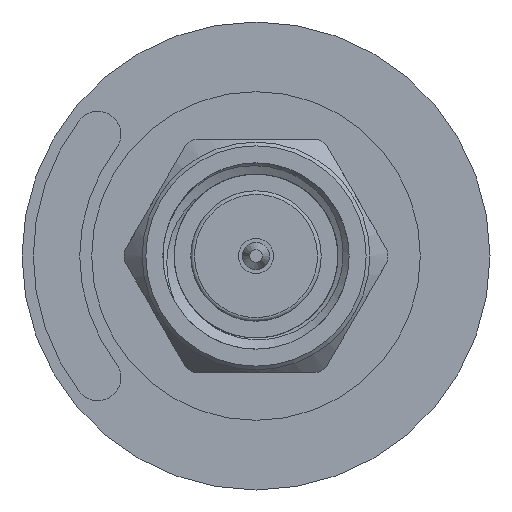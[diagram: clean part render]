
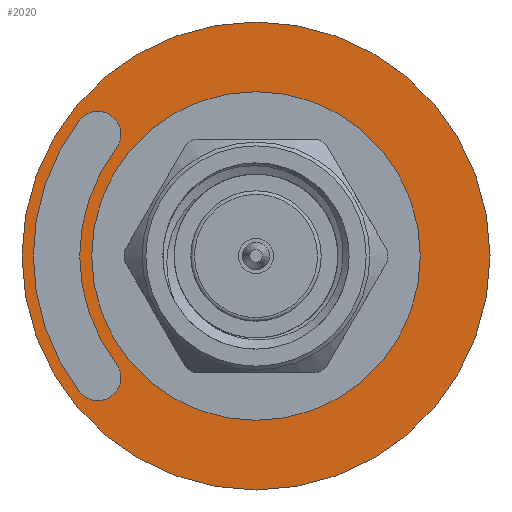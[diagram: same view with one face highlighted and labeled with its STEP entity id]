
A CAD part, left-side view. The second image highlights one B-rep face of the part: STEP entity #2020.
In plain terms, the highlighted planar face has unit normal (-1, 0, 0).
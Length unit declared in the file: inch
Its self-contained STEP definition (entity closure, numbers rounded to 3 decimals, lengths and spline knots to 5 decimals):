
#236 = VERTEX_POINT ( 'NONE', #3358 ) ;
#237 = EDGE_CURVE ( 'NONE', #236, #321, #968, .T. ) ;
#321 = VERTEX_POINT ( 'NONE', #2895 ) ;
#644 = AXIS2_PLACEMENT_3D ( 'NONE', #1403, #5509, #4978 ) ;
#777 = FACE_OUTER_BOUND ( 'NONE', #4954, .T. ) ;
#837 = DIRECTION ( 'NONE',  ( -1., 0., 0. ) ) ;
#839 = CARTESIAN_POINT ( 'NONE',  ( 0., 0., 0. ) ) ;
#898 = ORIENTED_EDGE ( 'NONE', *, *, #5393, .F. ) ;
#924 = CIRCLE ( 'NONE', #644, 0.22048 ) ;
#968 = CIRCLE ( 'NONE', #4018, 0.03117 ) ;
#1077 = AXIS2_PLACEMENT_3D ( 'NONE', #5378, #2258, #5351 ) ;
#1224 = PLANE ( 'NONE',  #1468 ) ;
#1403 = CARTESIAN_POINT ( 'NONE',  ( 0., 0., 0. ) ) ;
#1468 = AXIS2_PLACEMENT_3D ( 'NONE', #2159, #4412, #1683 ) ;
#1470 = EDGE_CURVE ( 'NONE', #4821, #5746, #3643, .T. ) ;
#1683 = DIRECTION ( 'NONE',  ( 0., 0., 1. ) ) ;
#1925 = AXIS2_PLACEMENT_3D ( 'NONE', #839, #3459, #3912 ) ;
#1968 = CARTESIAN_POINT ( 'NONE',  ( 0., 0., 0.22048 ) ) ;
#2020 = ADVANCED_FACE ( 'NONE', ( #3040, #777, #2608 ), #1224, .T. ) ;
#2159 = CARTESIAN_POINT ( 'NONE',  ( 0., 0.07118, 0. ) ) ;
#2186 = CIRCLE ( 'NONE', #3405, 0.29881 ) ;
#2241 = EDGE_LOOP ( 'NONE', ( #4752, #5387, #4698, #4472 ) ) ;
#2258 = DIRECTION ( 'NONE',  ( -1., 0., 0. ) ) ;
#2444 = CARTESIAN_POINT ( 'NONE',  ( 0., 0., 0. ) ) ;
#2515 = EDGE_LOOP ( 'NONE', ( #4193 ) ) ;
#2601 = CIRCLE ( 'NONE', #1925, 0.31393 ) ;
#2608 = FACE_BOUND ( 'NONE', #2241, .T. ) ;
#2671 = CARTESIAN_POINT ( 'NONE',  ( 0., 0., -0.31393 ) ) ;
#2895 = CARTESIAN_POINT ( 'NONE',  ( 0., 0.18761, -0.14396 ) ) ;
#3040 = FACE_BOUND ( 'NONE', #2515, .T. ) ;
#3358 = CARTESIAN_POINT ( 'NONE',  ( 0., 0.23706, -0.18191 ) ) ;
#3405 = AXIS2_PLACEMENT_3D ( 'NONE', #3517, #837, #4468 ) ;
#3444 = AXIS2_PLACEMENT_3D ( 'NONE', #2444, #4781, #5198 ) ;
#3458 = CARTESIAN_POINT ( 'NONE',  ( 0., 0.18761, 0.14396 ) ) ;
#3459 = DIRECTION ( 'NONE',  ( 1., 0., 0. ) ) ;
#3498 = VERTEX_POINT ( 'NONE', #2671 ) ;
#3517 = CARTESIAN_POINT ( 'NONE',  ( 0., 0., 0. ) ) ;
#3643 = CIRCLE ( 'NONE', #1077, 0.03117 ) ;
#3826 = EDGE_CURVE ( 'NONE', #5746, #236, #2186, .T. ) ;
#3912 = DIRECTION ( 'NONE',  ( 0., 0., -1. ) ) ;
#4018 = AXIS2_PLACEMENT_3D ( 'NONE', #5632, #4611, #5181 ) ;
#4162 = VERTEX_POINT ( 'NONE', #1968 ) ;
#4193 = ORIENTED_EDGE ( 'NONE', *, *, #4457, .F. ) ;
#4412 = DIRECTION ( 'NONE',  ( -1., 0., 0. ) ) ;
#4437 = CARTESIAN_POINT ( 'NONE',  ( 0., 0.23706, 0.18191 ) ) ;
#4457 = EDGE_CURVE ( 'NONE', #4162, #4162, #924, .T. ) ;
#4468 = DIRECTION ( 'NONE',  ( 0., 0., 1. ) ) ;
#4472 = ORIENTED_EDGE ( 'NONE', *, *, #237, .F. ) ;
#4611 = DIRECTION ( 'NONE',  ( -1., 0., 0. ) ) ;
#4698 = ORIENTED_EDGE ( 'NONE', *, *, #5097, .F. ) ;
#4752 = ORIENTED_EDGE ( 'NONE', *, *, #3826, .F. ) ;
#4781 = DIRECTION ( 'NONE',  ( 1., 0., 0. ) ) ;
#4821 = VERTEX_POINT ( 'NONE', #3458 ) ;
#4954 = EDGE_LOOP ( 'NONE', ( #898 ) ) ;
#4978 = DIRECTION ( 'NONE',  ( 0., 0., 1. ) ) ;
#5097 = EDGE_CURVE ( 'NONE', #321, #4821, #5349, .T. ) ;
#5181 = DIRECTION ( 'NONE',  ( 0., 0., 1. ) ) ;
#5198 = DIRECTION ( 'NONE',  ( 0., 0., 1. ) ) ;
#5349 = CIRCLE ( 'NONE', #3444, 0.23647 ) ;
#5351 = DIRECTION ( 'NONE',  ( 0., 0., 1. ) ) ;
#5378 = CARTESIAN_POINT ( 'NONE',  ( 0., 0.21234, 0.16293 ) ) ;
#5387 = ORIENTED_EDGE ( 'NONE', *, *, #1470, .F. ) ;
#5393 = EDGE_CURVE ( 'NONE', #3498, #3498, #2601, .T. ) ;
#5509 = DIRECTION ( 'NONE',  ( -1., 0., 0. ) ) ;
#5632 = CARTESIAN_POINT ( 'NONE',  ( 0., 0.21234, -0.16293 ) ) ;
#5746 = VERTEX_POINT ( 'NONE', #4437 ) ;
